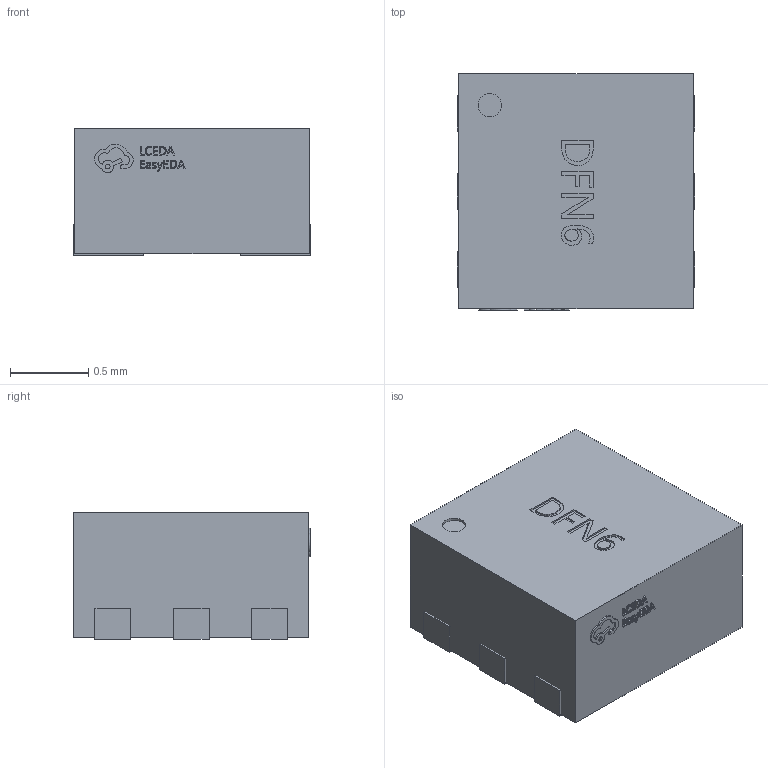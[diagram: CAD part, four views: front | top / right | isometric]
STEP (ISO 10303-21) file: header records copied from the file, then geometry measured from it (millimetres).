
FILE_DESCRIPTION (( 'STEP AP214' ), '1' );
FILE_NAME ('DNF-6_L1.5-W1.5-H0.5-P0.50.step', '2022-06-30T13:45:23', ( '' ), ( '' ), 'SwSTEP 2.0', 'SolidWorks 2020', '' );
FILE_SCHEMA (( 'AUTOMOTIVE_DESIGN' ));
Length unit declared in the file: millimetre
Products named in the file (1): DNF-6_L1.5-W1.5-H0.5-P0.50
Bounding box: 1.52 x 1.51 x 0.81 mm (x, y, z)
Volume: 1.9 mm3; surface area: 12.3 mm2
Topology: 7 solids, 7 shells, 385 faces, 1014 edges, 676 vertices
Faces by surface type: plane 251, bspline 132, cylinder 2
Entity records: 18323 total; most frequent: CARTESIAN_POINT 5376, ORIENTED_EDGE 2028, DIRECTION 1258, EDGE_CURVE 1014, LINE 742, VECTOR 742, VERTEX_POINT 676, EDGE_LOOP 418
